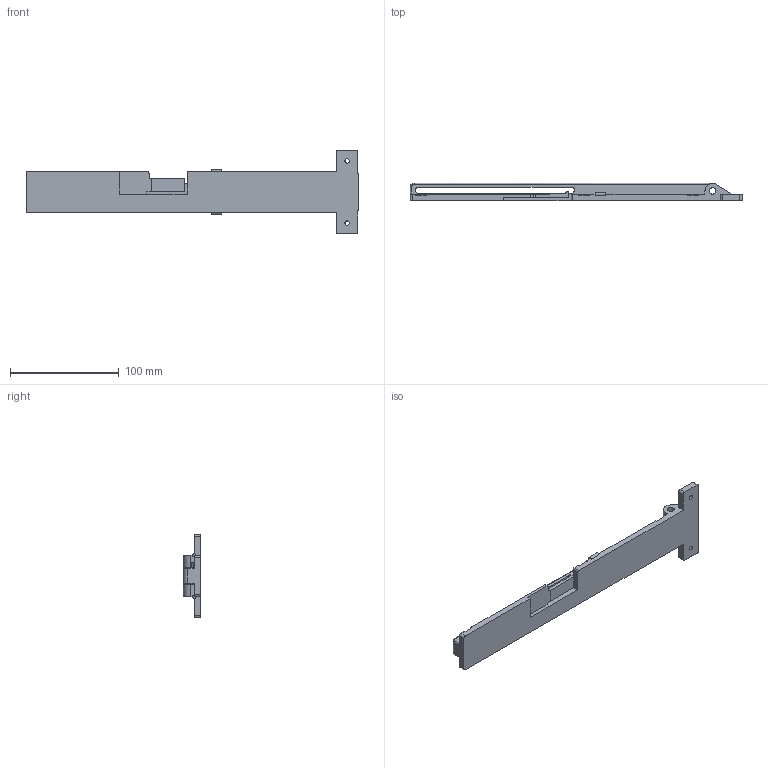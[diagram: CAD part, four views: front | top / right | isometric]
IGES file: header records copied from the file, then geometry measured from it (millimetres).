
Global section: file name: table; native system: Autodesk Inventor 2019; preprocessor: unknown; author: EXT-PROVINIMICHE; date: 20230926.095606; units: millimetre
Bounding box: 305 x 16 x 77 mm (x, y, z)
Volume: 100736.5 mm3; surface area: 38971.2 mm2
Topology: 1 solids, 1 shells, 115 faces, 315 edges, 207 vertices
Faces by surface type: bspline 115
